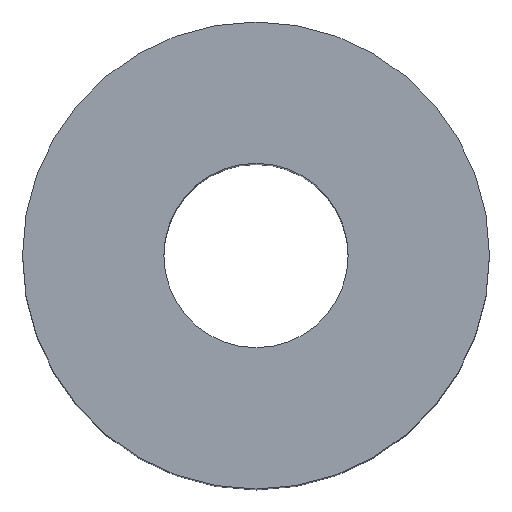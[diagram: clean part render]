
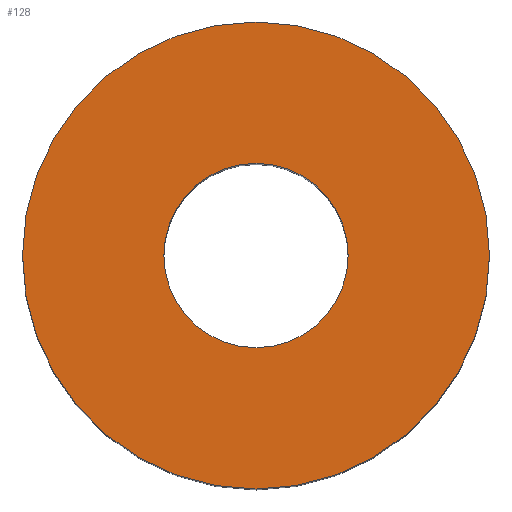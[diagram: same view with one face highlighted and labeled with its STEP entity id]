
A CAD part, top view. The second image highlights one B-rep face of the part: STEP entity #128.
In plain terms, the highlighted planar face has unit normal (0, 0, 1).
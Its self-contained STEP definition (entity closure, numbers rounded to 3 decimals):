
#31=ORIENTED_EDGE('',*,*,#40,.F.);
#32=ORIENTED_EDGE('',*,*,#39,.F.);
#39=EDGE_CURVE('',#45,#45,#51,.T.);
#40=EDGE_CURVE('',#46,#46,#52,.T.);
#45=VERTEX_POINT('',#187);
#46=VERTEX_POINT('',#190);
#51=CIRCLE('',#143,2.55);
#52=CIRCLE('',#145,1.007);
#61=EDGE_LOOP('',(#31));
#62=EDGE_LOOP('',(#32));
#73=FACE_BOUND('',#61,.T.);
#74=FACE_BOUND('',#62,.T.);
#79=PLANE('',#144);
#128=ADVANCED_FACE('',(#73,#74),#79,.T.);
#143=AXIS2_PLACEMENT_3D('',#186,#165,#166);
#144=AXIS2_PLACEMENT_3D('',#188,#167,#168);
#145=AXIS2_PLACEMENT_3D('',#189,#169,#170);
#165=DIRECTION('',(0.,0.,-1.));
#166=DIRECTION('',(-1.,0.,0.));
#167=DIRECTION('',(0.,0.,1.));
#168=DIRECTION('',(1.,0.,0.));
#169=DIRECTION('',(0.,0.,1.));
#170=DIRECTION('',(1.,0.,0.));
#186=CARTESIAN_POINT('',(0.,0.,6.));
#187=CARTESIAN_POINT('',(-2.55,0.,6.));
#188=CARTESIAN_POINT('',(-2.55,0.,6.));
#189=CARTESIAN_POINT('',(0.,0.,6.));
#190=CARTESIAN_POINT('',(1.007,0.,6.));
